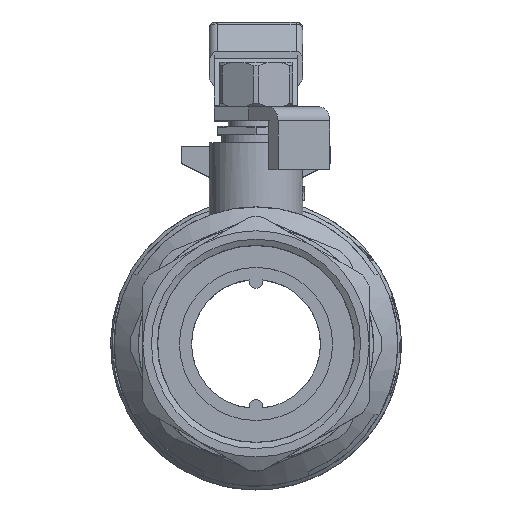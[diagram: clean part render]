
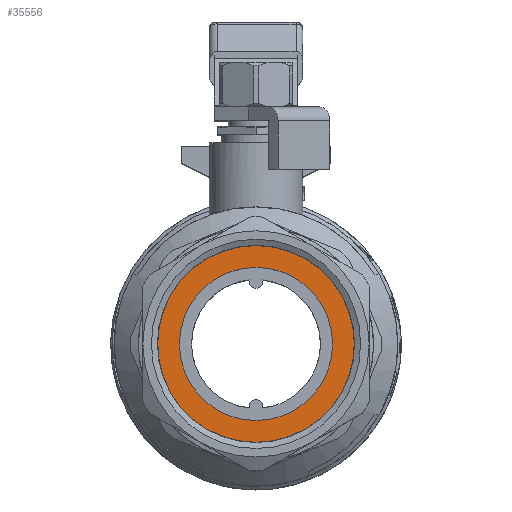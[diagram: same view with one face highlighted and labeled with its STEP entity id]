
A CAD part, top view. The second image highlights one B-rep face of the part: STEP entity #35556.
In plain terms, the highlighted face is planar.
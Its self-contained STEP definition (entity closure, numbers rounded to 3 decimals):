
#1372=PLANE('',#39287);
#14345=ORIENTED_EDGE('',*,*,#18291,.T.);
#14346=ORIENTED_EDGE('',*,*,#18293,.F.);
#18291=EDGE_CURVE('',#20960,#20960,#21487,.T.);
#18293=EDGE_CURVE('',#20962,#20962,#21489,.T.);
#20960=VERTEX_POINT('',#63700);
#20962=VERTEX_POINT('',#63705);
#21487=CIRCLE('',#39282,22.);
#21489=CIRCLE('',#39285,28.25);
#23178=EDGE_LOOP('',(#14345));
#23179=EDGE_LOOP('',(#14346));
#24870=FACE_BOUND('',#23178,.T.);
#24871=FACE_BOUND('',#23179,.T.);
#35556=ADVANCED_FACE('',(#24870,#24871),#1372,.F.);
#39282=AXIS2_PLACEMENT_3D('',#63699,#48150,#48151);
#39285=AXIS2_PLACEMENT_3D('',#63704,#48156,#48157);
#39287=AXIS2_PLACEMENT_3D('',#63707,#48160,#48161);
#48150=DIRECTION('',(0.,1.,0.));
#48151=DIRECTION('',(1.,0.,0.));
#48156=DIRECTION('',(0.,1.,0.));
#48157=DIRECTION('',(1.,0.,0.));
#48160=DIRECTION('',(0.,1.,0.));
#48161=DIRECTION('',(0.,0.,1.));
#63699=CARTESIAN_POINT('',(0.,0.,0.));
#63700=CARTESIAN_POINT('',(22.,0.,0.));
#63704=CARTESIAN_POINT('',(0.,0.,0.));
#63705=CARTESIAN_POINT('',(28.25,0.,0.));
#63707=CARTESIAN_POINT('',(0.,0.,0.));
